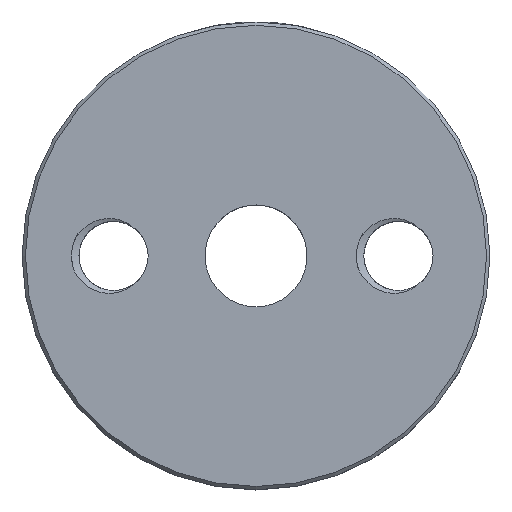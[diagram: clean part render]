
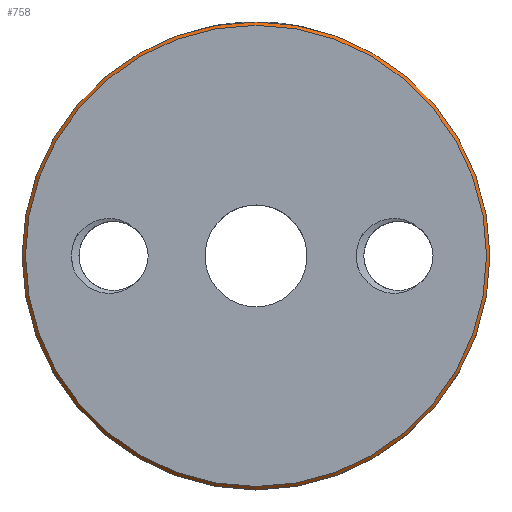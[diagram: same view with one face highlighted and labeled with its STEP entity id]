
A CAD part, top view. The second image highlights one B-rep face of the part: STEP entity #758.
In plain terms, the highlighted conical face has half-angle 45 degrees and reference radius 7 mm.
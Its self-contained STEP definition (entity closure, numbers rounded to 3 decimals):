
#24 = VERTEX_POINT('',#25);
#25 = CARTESIAN_POINT('',(7.,0.,3.2));
#32 = CYLINDRICAL_SURFACE('',#33,7.);
#33 = AXIS2_PLACEMENT_3D('',#34,#35,#36);
#34 = CARTESIAN_POINT('',(0.,0.,0.));
#35 = DIRECTION('',(-0.,-0.,-1.));
#36 = DIRECTION('',(1.,0.,0.));
#79 = EDGE_CURVE('',#24,#24,#80,.T.);
#80 = SURFACE_CURVE('',#81,(#86,#93),.PCURVE_S1.);
#81 = CIRCLE('',#82,7.);
#82 = AXIS2_PLACEMENT_3D('',#83,#84,#85);
#83 = CARTESIAN_POINT('',(0.,0.,3.2));
#84 = DIRECTION('',(0.,0.,1.));
#85 = DIRECTION('',(1.,0.,0.));
#86 = PCURVE('',#32,#87);
#87 = DEFINITIONAL_REPRESENTATION('',(#88),#92);
#88 = LINE('',#89,#90);
#89 = CARTESIAN_POINT('',(-0.,-3.2));
#90 = VECTOR('',#91,1.);
#91 = DIRECTION('',(-1.,0.));
#92 = ( GEOMETRIC_REPRESENTATION_CONTEXT(2) 
PARAMETRIC_REPRESENTATION_CONTEXT() REPRESENTATION_CONTEXT('2D SPACE',''
  ) );
#93 = PCURVE('',#94,#99);
#94 = CONICAL_SURFACE('',#95,7.,0.785);
#95 = AXIS2_PLACEMENT_3D('',#96,#97,#98);
#96 = CARTESIAN_POINT('',(0.,0.,3.2));
#97 = DIRECTION('',(-0.,-0.,-1.));
#98 = DIRECTION('',(1.,0.,0.));
#99 = DEFINITIONAL_REPRESENTATION('',(#100),#104);
#100 = LINE('',#101,#102);
#101 = CARTESIAN_POINT('',(-0.,-0.));
#102 = VECTOR('',#103,1.);
#103 = DIRECTION('',(-1.,-0.));
#104 = ( GEOMETRIC_REPRESENTATION_CONTEXT(2) 
PARAMETRIC_REPRESENTATION_CONTEXT() REPRESENTATION_CONTEXT('2D SPACE',''
  ) );
#758 = ADVANCED_FACE('',(#759),#94,.T.);
#759 = FACE_BOUND('',#760,.T.);
#760 = EDGE_LOOP('',(#761,#784,#785,#786));
#761 = ORIENTED_EDGE('',*,*,#762,.F.);
#762 = EDGE_CURVE('',#24,#763,#765,.T.);
#763 = VERTEX_POINT('',#764);
#764 = CARTESIAN_POINT('',(6.9,0.,3.3));
#765 = SEAM_CURVE('',#766,(#770,#777),.PCURVE_S1.);
#766 = LINE('',#767,#768);
#767 = CARTESIAN_POINT('',(7.,0.,3.2));
#768 = VECTOR('',#769,1.);
#769 = DIRECTION('',(-0.707,0.,0.707));
#770 = PCURVE('',#94,#771);
#771 = DEFINITIONAL_REPRESENTATION('',(#772),#776);
#772 = LINE('',#773,#774);
#773 = CARTESIAN_POINT('',(-0.,-0.));
#774 = VECTOR('',#775,1.);
#775 = DIRECTION('',(-0.,-1.));
#776 = ( GEOMETRIC_REPRESENTATION_CONTEXT(2) 
PARAMETRIC_REPRESENTATION_CONTEXT() REPRESENTATION_CONTEXT('2D SPACE',''
  ) );
#777 = PCURVE('',#94,#778);
#778 = DEFINITIONAL_REPRESENTATION('',(#779),#783);
#779 = LINE('',#780,#781);
#780 = CARTESIAN_POINT('',(-6.283,-0.));
#781 = VECTOR('',#782,1.);
#782 = DIRECTION('',(-0.,-1.));
#783 = ( GEOMETRIC_REPRESENTATION_CONTEXT(2) 
PARAMETRIC_REPRESENTATION_CONTEXT() REPRESENTATION_CONTEXT('2D SPACE',''
  ) );
#784 = ORIENTED_EDGE('',*,*,#79,.T.);
#785 = ORIENTED_EDGE('',*,*,#762,.T.);
#786 = ORIENTED_EDGE('',*,*,#787,.F.);
#787 = EDGE_CURVE('',#763,#763,#788,.T.);
#788 = SURFACE_CURVE('',#789,(#794,#801),.PCURVE_S1.);
#789 = CIRCLE('',#790,6.9);
#790 = AXIS2_PLACEMENT_3D('',#791,#792,#793);
#791 = CARTESIAN_POINT('',(0.,0.,3.3));
#792 = DIRECTION('',(0.,0.,1.));
#793 = DIRECTION('',(1.,0.,0.));
#794 = PCURVE('',#94,#795);
#795 = DEFINITIONAL_REPRESENTATION('',(#796),#800);
#796 = LINE('',#797,#798);
#797 = CARTESIAN_POINT('',(-0.,-0.1));
#798 = VECTOR('',#799,1.);
#799 = DIRECTION('',(-1.,-0.));
#800 = ( GEOMETRIC_REPRESENTATION_CONTEXT(2) 
PARAMETRIC_REPRESENTATION_CONTEXT() REPRESENTATION_CONTEXT('2D SPACE',''
  ) );
#801 = PCURVE('',#802,#807);
#802 = PLANE('',#803);
#803 = AXIS2_PLACEMENT_3D('',#804,#805,#806);
#804 = CARTESIAN_POINT('',(0.,0.,3.3));
#805 = DIRECTION('',(0.,0.,1.));
#806 = DIRECTION('',(1.,0.,0.));
#807 = DEFINITIONAL_REPRESENTATION('',(#808),#812);
#808 = CIRCLE('',#809,6.9);
#809 = AXIS2_PLACEMENT_2D('',#810,#811);
#810 = CARTESIAN_POINT('',(0.,0.));
#811 = DIRECTION('',(1.,0.));
#812 = ( GEOMETRIC_REPRESENTATION_CONTEXT(2) 
PARAMETRIC_REPRESENTATION_CONTEXT() REPRESENTATION_CONTEXT('2D SPACE',''
  ) );
